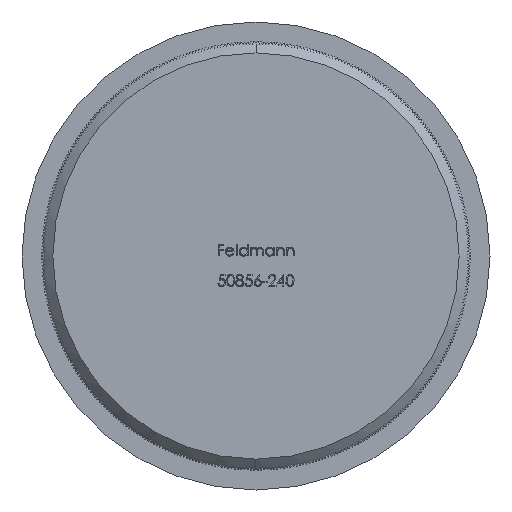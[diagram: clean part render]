
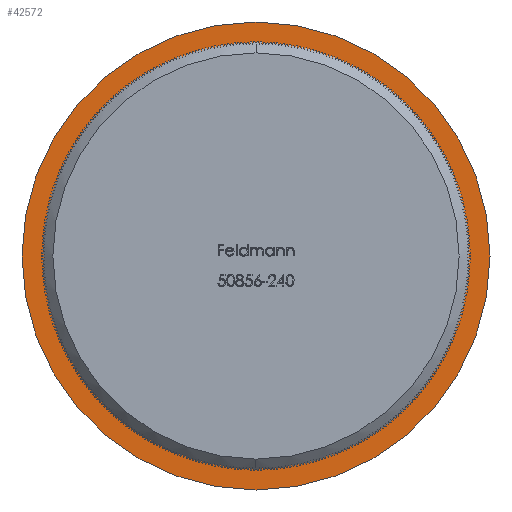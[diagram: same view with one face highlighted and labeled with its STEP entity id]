
A CAD part, front view. The second image highlights one B-rep face of the part: STEP entity #42572.
In plain terms, the highlighted planar face has unit normal (0, -1, 0).
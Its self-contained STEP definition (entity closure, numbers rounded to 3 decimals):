
#2296 = DIRECTION ( 'NONE',  ( 0., -1., 0. ) ) ;
#2437 = CARTESIAN_POINT ( 'NONE',  ( 0., 5., -21.2 ) ) ;
#2998 = ORIENTED_EDGE ( 'NONE', *, *, #37437, .T. ) ;
#3125 = FACE_BOUND ( 'NONE', #49999, .T. ) ;
#6016 = AXIS2_PLACEMENT_3D ( 'NONE', #33828, #28545, #57606 ) ;
#10302 = DIRECTION ( 'NONE',  ( 0., -1., 0. ) ) ;
#10711 = DIRECTION ( 'NONE',  ( 0., 0., -1. ) ) ;
#11652 = CARTESIAN_POINT ( 'NONE',  ( 0., 5., 19.2 ) ) ;
#12215 = AXIS2_PLACEMENT_3D ( 'NONE', #38176, #48047, #62115 ) ;
#12312 = CARTESIAN_POINT ( 'NONE',  ( 0., 5., 0. ) ) ;
#12892 = CIRCLE ( 'NONE', #20620, 21.2 ) ;
#14026 = VERTEX_POINT ( 'NONE', #16176 ) ;
#14309 = CIRCLE ( 'NONE', #12215, 19.2 ) ;
#16176 = CARTESIAN_POINT ( 'NONE',  ( 0., 5., -19.2 ) ) ;
#18095 = AXIS2_PLACEMENT_3D ( 'NONE', #30258, #40125, #40333 ) ;
#20620 = AXIS2_PLACEMENT_3D ( 'NONE', #54994, #10302, #10711 ) ;
#20656 = PLANE ( 'NONE',  #18095 ) ;
#21024 = CIRCLE ( 'NONE', #51319, 21.2 ) ;
#22146 = VERTEX_POINT ( 'NONE', #11652 ) ;
#28545 = DIRECTION ( 'NONE',  ( 0., -1., 0. ) ) ;
#30258 = CARTESIAN_POINT ( 'NONE',  ( 21.2, 5., 0. ) ) ;
#33828 = CARTESIAN_POINT ( 'NONE',  ( 0., 5., 0. ) ) ;
#34580 = EDGE_CURVE ( 'NONE', #14026, #22146, #14309, .T. ) ;
#35955 = FACE_OUTER_BOUND ( 'NONE', #51591, .T. ) ;
#37437 = EDGE_CURVE ( 'NONE', #47506, #60558, #21024, .T. ) ;
#38176 = CARTESIAN_POINT ( 'NONE',  ( 0., 5., 0. ) ) ;
#40125 = DIRECTION ( 'NONE',  ( 0., -1., 0. ) ) ;
#40333 = DIRECTION ( 'NONE',  ( 0., 0., -1. ) ) ;
#42572 = ADVANCED_FACE ( 'NONE', ( #3125, #35955 ), #20656, .T. ) ;
#43825 = EDGE_CURVE ( 'NONE', #60558, #47506, #12892, .T. ) ;
#45086 = ORIENTED_EDGE ( 'NONE', *, *, #34580, .F. ) ;
#45203 = CIRCLE ( 'NONE', #6016, 19.2 ) ;
#46997 = DIRECTION ( 'NONE',  ( 0., 0., -1. ) ) ;
#47506 = VERTEX_POINT ( 'NONE', #2437 ) ;
#48047 = DIRECTION ( 'NONE',  ( 0., -1., 0. ) ) ;
#49999 = EDGE_LOOP ( 'NONE', ( #45086, #54085 ) ) ;
#51319 = AXIS2_PLACEMENT_3D ( 'NONE', #12312, #2296, #46997 ) ;
#51591 = EDGE_LOOP ( 'NONE', ( #2998, #60663 ) ) ;
#53476 = CARTESIAN_POINT ( 'NONE',  ( 0., 5., 21.2 ) ) ;
#54085 = ORIENTED_EDGE ( 'NONE', *, *, #56907, .F. ) ;
#54994 = CARTESIAN_POINT ( 'NONE',  ( 0., 5., 0. ) ) ;
#56907 = EDGE_CURVE ( 'NONE', #22146, #14026, #45203, .T. ) ;
#57606 = DIRECTION ( 'NONE',  ( 0., 0., -1. ) ) ;
#60558 = VERTEX_POINT ( 'NONE', #53476 ) ;
#60663 = ORIENTED_EDGE ( 'NONE', *, *, #43825, .T. ) ;
#62115 = DIRECTION ( 'NONE',  ( 0., 0., -1. ) ) ;
